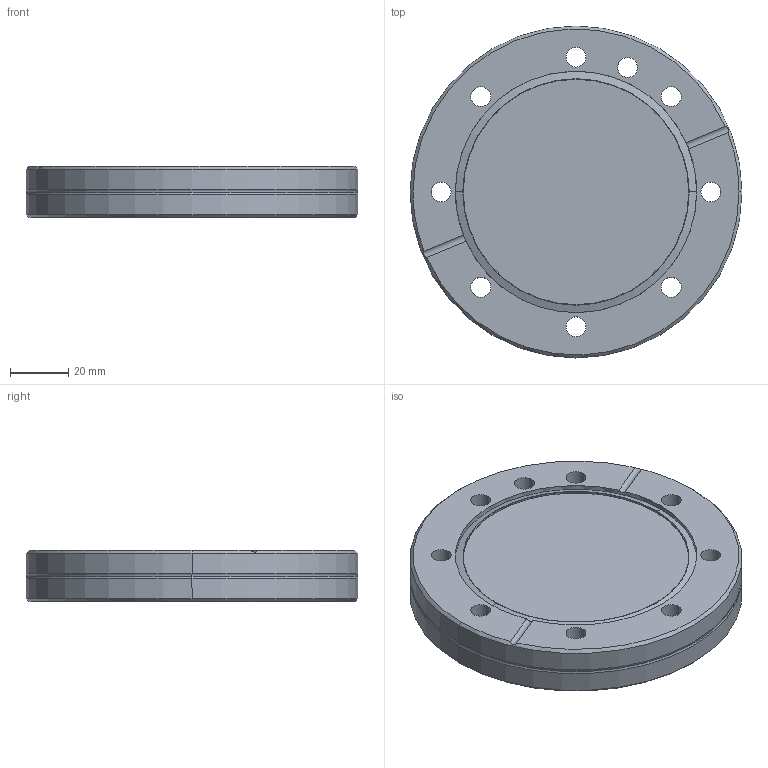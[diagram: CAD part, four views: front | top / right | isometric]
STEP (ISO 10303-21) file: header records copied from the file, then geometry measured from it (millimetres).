
FILE_DESCRIPTION (( 'STEP AP214' ), '1' );
FILE_NAME ('480FBL063-G.step', '2017-07-10T04:53:21', ( 'install' ), ( '' ), 'SwSTEP 2.0', 'SolidWorks 2015', '' );
FILE_SCHEMA (( 'AUTOMOTIVE_DESIGN' ));
Length unit declared in the file: millimetre
Products named in the file (1): 480FBL063-G
Bounding box: 113.5 x 113.5 x 17.5 mm (x, y, z)
Volume: 164536.3 mm3; surface area: 29363.8 mm2
Topology: 1 solids, 1 shells, 44 faces, 110 edges, 68 vertices
Faces by surface type: cylinder 26, cone 8, torus 6, plane 4
Entity records: 1652 total; most frequent: CARTESIAN_POINT 279, DIRECTION 266, ORIENTED_EDGE 220, AXIS2_PLACEMENT_3D 115, EDGE_CURVE 110, CIRCLE 70, VERTEX_POINT 68, EDGE_LOOP 62
